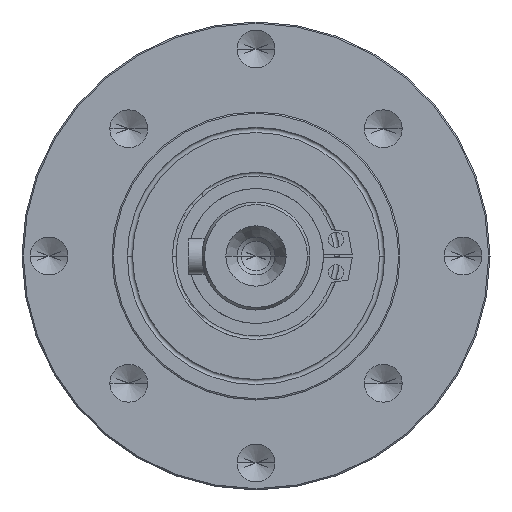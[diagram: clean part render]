
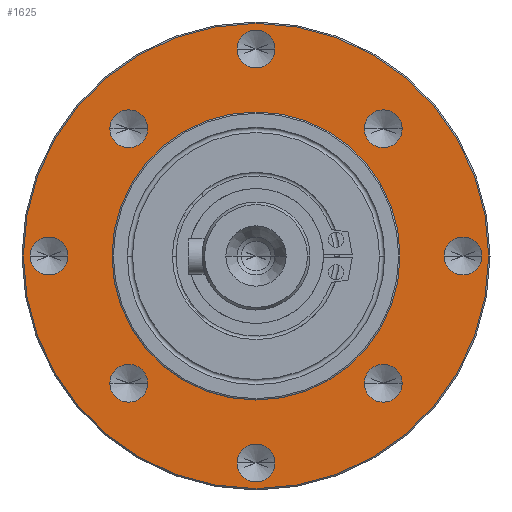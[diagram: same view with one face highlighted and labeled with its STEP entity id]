
A CAD part, left-side view. The second image highlights one B-rep face of the part: STEP entity #1625.
In plain terms, the highlighted planar face has unit normal (-1, 0, 0).
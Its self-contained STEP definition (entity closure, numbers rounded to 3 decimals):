
#182=CARTESIAN_POINT('',(0.,23.,0.));
#183=DIRECTION('',(-1.,0.,0.));
#184=DIRECTION('',(0.,1.,0.));
#185=AXIS2_PLACEMENT_3D('',#182,#183,#184);
#187=CARTESIAN_POINT('',(0.,23.,0.));
#188=DIRECTION('',(-1.,0.,0.));
#189=DIRECTION('',(0.,-1.,0.));
#190=AXIS2_PLACEMENT_3D('',#187,#188,#189);
#192=CARTESIAN_POINT('',(0.,14.142,14.142));
#193=DIRECTION('',(-1.,0.,0.));
#194=DIRECTION('',(0.,1.,0.));
#195=AXIS2_PLACEMENT_3D('',#192,#193,#194);
#197=CARTESIAN_POINT('',(0.,14.142,14.142));
#198=DIRECTION('',(-1.,0.,0.));
#199=DIRECTION('',(0.,-1.,0.));
#200=AXIS2_PLACEMENT_3D('',#197,#198,#199);
#202=CARTESIAN_POINT('',(0.,0.,23.));
#203=DIRECTION('',(-1.,0.,0.));
#204=DIRECTION('',(0.,1.,0.));
#205=AXIS2_PLACEMENT_3D('',#202,#203,#204);
#207=CARTESIAN_POINT('',(0.,0.,23.));
#208=DIRECTION('',(-1.,0.,0.));
#209=DIRECTION('',(0.,-1.,0.));
#210=AXIS2_PLACEMENT_3D('',#207,#208,#209);
#212=CARTESIAN_POINT('',(0.,-14.142,14.142));
#213=DIRECTION('',(-1.,0.,0.));
#214=DIRECTION('',(0.,1.,0.));
#215=AXIS2_PLACEMENT_3D('',#212,#213,#214);
#217=CARTESIAN_POINT('',(0.,-14.142,14.142));
#218=DIRECTION('',(-1.,0.,0.));
#219=DIRECTION('',(0.,-1.,0.));
#220=AXIS2_PLACEMENT_3D('',#217,#218,#219);
#222=CARTESIAN_POINT('',(0.,-23.,0.));
#223=DIRECTION('',(-1.,0.,0.));
#224=DIRECTION('',(0.,1.,0.));
#225=AXIS2_PLACEMENT_3D('',#222,#223,#224);
#227=CARTESIAN_POINT('',(0.,-23.,0.));
#228=DIRECTION('',(-1.,0.,0.));
#229=DIRECTION('',(0.,-1.,0.));
#230=AXIS2_PLACEMENT_3D('',#227,#228,#229);
#232=CARTESIAN_POINT('',(0.,-14.142,-14.142));
#233=DIRECTION('',(-1.,0.,0.));
#234=DIRECTION('',(0.,1.,0.));
#235=AXIS2_PLACEMENT_3D('',#232,#233,#234);
#237=CARTESIAN_POINT('',(0.,-14.142,-14.142));
#238=DIRECTION('',(-1.,0.,0.));
#239=DIRECTION('',(0.,-1.,0.));
#240=AXIS2_PLACEMENT_3D('',#237,#238,#239);
#242=CARTESIAN_POINT('',(0.,0.,-23.));
#243=DIRECTION('',(-1.,0.,0.));
#244=DIRECTION('',(0.,1.,0.));
#245=AXIS2_PLACEMENT_3D('',#242,#243,#244);
#247=CARTESIAN_POINT('',(0.,0.,-23.));
#248=DIRECTION('',(-1.,0.,0.));
#249=DIRECTION('',(0.,-1.,0.));
#250=AXIS2_PLACEMENT_3D('',#247,#248,#249);
#252=CARTESIAN_POINT('',(0.,14.142,-14.142));
#253=DIRECTION('',(-1.,0.,0.));
#254=DIRECTION('',(0.,1.,0.));
#255=AXIS2_PLACEMENT_3D('',#252,#253,#254);
#257=CARTESIAN_POINT('',(0.,14.142,-14.142));
#258=DIRECTION('',(-1.,0.,0.));
#259=DIRECTION('',(0.,-1.,0.));
#260=AXIS2_PLACEMENT_3D('',#257,#258,#259);
#262=CARTESIAN_POINT('',(0.,0.,0.));
#263=DIRECTION('',(-1.,0.,0.));
#264=DIRECTION('',(0.,1.,0.));
#265=AXIS2_PLACEMENT_3D('',#262,#263,#264);
#267=CARTESIAN_POINT('',(0.,0.,0.));
#268=DIRECTION('',(-1.,0.,0.));
#269=DIRECTION('',(0.,-1.,0.));
#270=AXIS2_PLACEMENT_3D('',#267,#268,#269);
#281=CARTESIAN_POINT('',(0.,0.,0.));
#282=DIRECTION('',(-1.,0.,0.));
#283=DIRECTION('',(0.,1.,0.));
#284=AXIS2_PLACEMENT_3D('',#281,#282,#283);
#863=CARTESIAN_POINT('',(0.,0.,0.));
#864=DIRECTION('',(1.,0.,0.));
#865=DIRECTION('',(0.,1.,0.));
#866=AXIS2_PLACEMENT_3D('',#863,#864,#865);
#1118=CARTESIAN_POINT('',(0.,16.,0.));
#1119=CARTESIAN_POINT('',(0.,-16.,0.));
#1120=VERTEX_POINT('',#1118);
#1121=VERTEX_POINT('',#1119);
#1128=CARTESIAN_POINT('',(0.,25.1,0.));
#1129=CARTESIAN_POINT('',(0.,20.9,0.));
#1130=VERTEX_POINT('',#1128);
#1131=VERTEX_POINT('',#1129);
#1138=CARTESIAN_POINT('',(0.,16.242,14.142));
#1139=CARTESIAN_POINT('',(0.,12.042,14.142));
#1140=VERTEX_POINT('',#1138);
#1141=VERTEX_POINT('',#1139);
#1148=CARTESIAN_POINT('',(0.,2.1,23.));
#1149=CARTESIAN_POINT('',(0.,-2.1,23.));
#1150=VERTEX_POINT('',#1148);
#1151=VERTEX_POINT('',#1149);
#1158=CARTESIAN_POINT('',(0.,-12.042,14.142));
#1159=CARTESIAN_POINT('',(0.,-16.242,14.142));
#1160=VERTEX_POINT('',#1158);
#1161=VERTEX_POINT('',#1159);
#1168=CARTESIAN_POINT('',(0.,-20.9,0.));
#1169=CARTESIAN_POINT('',(0.,-25.1,0.));
#1170=VERTEX_POINT('',#1168);
#1171=VERTEX_POINT('',#1169);
#1178=CARTESIAN_POINT('',(0.,-12.042,-14.142));
#1179=CARTESIAN_POINT('',(0.,-16.242,-14.142));
#1180=VERTEX_POINT('',#1178);
#1181=VERTEX_POINT('',#1179);
#1188=CARTESIAN_POINT('',(0.,2.1,-23.));
#1189=CARTESIAN_POINT('',(0.,-2.1,-23.));
#1190=VERTEX_POINT('',#1188);
#1191=VERTEX_POINT('',#1189);
#1198=CARTESIAN_POINT('',(0.,16.242,-14.142));
#1199=CARTESIAN_POINT('',(0.,12.042,-14.142));
#1200=VERTEX_POINT('',#1198);
#1201=VERTEX_POINT('',#1199);
#1281=CARTESIAN_POINT('',(0.,25.85,0.));
#1282=CARTESIAN_POINT('',(0.,-25.85,0.));
#1283=VERTEX_POINT('',#1281);
#1284=VERTEX_POINT('',#1282);
#1561=CARTESIAN_POINT('',(0.,0.,0.));
#1562=DIRECTION('',(1.,0.,0.));
#1563=DIRECTION('',(0.,-1.,0.));
#1564=AXIS2_PLACEMENT_3D('',#1561,#1562,#1563);
#1565=PLANE('',#1564);
#1567=ORIENTED_EDGE('',*,*,#1566,.F.);
#1568=ORIENTED_EDGE('',*,*,#1551,.F.);
#1569=EDGE_LOOP('',(#1567,#1568));
#1570=FACE_OUTER_BOUND('',#1569,.F.);
#1572=ORIENTED_EDGE('',*,*,#1571,.T.);
#1574=ORIENTED_EDGE('',*,*,#1573,.T.);
#1575=EDGE_LOOP('',(#1572,#1574));
#1576=FACE_BOUND('',#1575,.F.);
#1578=ORIENTED_EDGE('',*,*,#1577,.T.);
#1580=ORIENTED_EDGE('',*,*,#1579,.T.);
#1581=EDGE_LOOP('',(#1578,#1580));
#1582=FACE_BOUND('',#1581,.F.);
#1584=ORIENTED_EDGE('',*,*,#1583,.T.);
#1586=ORIENTED_EDGE('',*,*,#1585,.T.);
#1587=EDGE_LOOP('',(#1584,#1586));
#1588=FACE_BOUND('',#1587,.F.);
#1590=ORIENTED_EDGE('',*,*,#1589,.T.);
#1592=ORIENTED_EDGE('',*,*,#1591,.T.);
#1593=EDGE_LOOP('',(#1590,#1592));
#1594=FACE_BOUND('',#1593,.F.);
#1596=ORIENTED_EDGE('',*,*,#1595,.T.);
#1598=ORIENTED_EDGE('',*,*,#1597,.T.);
#1599=EDGE_LOOP('',(#1596,#1598));
#1600=FACE_BOUND('',#1599,.F.);
#1602=ORIENTED_EDGE('',*,*,#1601,.T.);
#1604=ORIENTED_EDGE('',*,*,#1603,.T.);
#1605=EDGE_LOOP('',(#1602,#1604));
#1606=FACE_BOUND('',#1605,.F.);
#1608=ORIENTED_EDGE('',*,*,#1607,.T.);
#1610=ORIENTED_EDGE('',*,*,#1609,.T.);
#1611=EDGE_LOOP('',(#1608,#1610));
#1612=FACE_BOUND('',#1611,.F.);
#1614=ORIENTED_EDGE('',*,*,#1613,.T.);
#1616=ORIENTED_EDGE('',*,*,#1615,.T.);
#1617=EDGE_LOOP('',(#1614,#1616));
#1618=FACE_BOUND('',#1617,.F.);
#1620=ORIENTED_EDGE('',*,*,#1619,.T.);
#1622=ORIENTED_EDGE('',*,*,#1621,.F.);
#1623=EDGE_LOOP('',(#1620,#1622));
#1624=FACE_BOUND('',#1623,.F.);
#1625=ADVANCED_FACE('',(#1570,#1576,#1582,#1588,#1594,#1600,#1606,#1612,#1618,
#1624),#1565,.F.);
#186=CIRCLE('',#185,2.1);
#191=CIRCLE('',#190,2.1);
#196=CIRCLE('',#195,2.1);
#201=CIRCLE('',#200,2.1);
#206=CIRCLE('',#205,2.1);
#211=CIRCLE('',#210,2.1);
#216=CIRCLE('',#215,2.1);
#221=CIRCLE('',#220,2.1);
#226=CIRCLE('',#225,2.1);
#231=CIRCLE('',#230,2.1);
#236=CIRCLE('',#235,2.1);
#241=CIRCLE('',#240,2.1);
#246=CIRCLE('',#245,2.1);
#251=CIRCLE('',#250,2.1);
#256=CIRCLE('',#255,2.1);
#261=CIRCLE('',#260,2.1);
#266=CIRCLE('',#265,25.85);
#271=CIRCLE('',#270,25.85);
#285=CIRCLE('',#284,16.);
#867=CIRCLE('',#866,16.);
#1551=EDGE_CURVE('',#1284,#1283,#271,.T.);
#1566=EDGE_CURVE('',#1283,#1284,#266,.T.);
#1571=EDGE_CURVE('',#1130,#1131,#186,.T.);
#1573=EDGE_CURVE('',#1131,#1130,#191,.T.);
#1577=EDGE_CURVE('',#1140,#1141,#196,.T.);
#1579=EDGE_CURVE('',#1141,#1140,#201,.T.);
#1583=EDGE_CURVE('',#1150,#1151,#206,.T.);
#1585=EDGE_CURVE('',#1151,#1150,#211,.T.);
#1589=EDGE_CURVE('',#1160,#1161,#216,.T.);
#1591=EDGE_CURVE('',#1161,#1160,#221,.T.);
#1595=EDGE_CURVE('',#1170,#1171,#226,.T.);
#1597=EDGE_CURVE('',#1171,#1170,#231,.T.);
#1601=EDGE_CURVE('',#1180,#1181,#236,.T.);
#1603=EDGE_CURVE('',#1181,#1180,#241,.T.);
#1607=EDGE_CURVE('',#1190,#1191,#246,.T.);
#1609=EDGE_CURVE('',#1191,#1190,#251,.T.);
#1613=EDGE_CURVE('',#1200,#1201,#256,.T.);
#1615=EDGE_CURVE('',#1201,#1200,#261,.T.);
#1619=EDGE_CURVE('',#1120,#1121,#285,.T.);
#1621=EDGE_CURVE('',#1120,#1121,#867,.T.);
